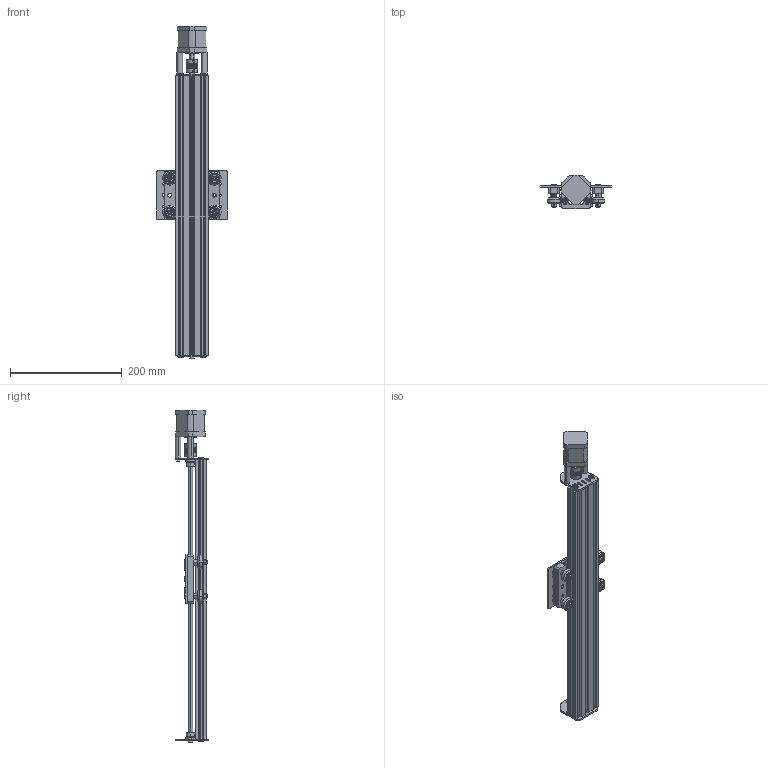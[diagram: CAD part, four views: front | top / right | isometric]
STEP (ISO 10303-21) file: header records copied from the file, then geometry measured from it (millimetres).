
FILE_DESCRIPTION (( 'STEP AP203' ), '1' );
FILE_NAME ('Nema 17 V Slot Lead Screw Driven Actuator.step', '2015-08-20T16:43:56', ( '' ), ( '' ), 'SwSTEP 2.0', 'SolidWorks 2014', '' );
FILE_SCHEMA (( 'CONFIG_CONTROL_DESIGN' ));
Length unit declared in the file: millimetre
Products named in the file (25): Flexible Coupling 5mm x 8mm; Nylon Insert Lock Nut M5; Precision Shim 10 x 5 x 1; 8mm leadscrew 520mm; V-Slot 20x60x500 Linear Rail; Eccentric Spacer 6mm; V-Slot Gantry Plate 20-80mm; Threaded Rod Plate Nema 17; Solid V Wheel_Eccentric; Spacer Block; Ball Bearing 8 x 16 x 5; Aluminum Spacer 6mm; Solid V Wheel; Shim Washer 8mm; Solid V Wheel_Straight; Self Tapping Screw; Lock Collar 8mm; 8mm Acme Nut Block; Socket Head Cap Screw M3_M3 x 45; Aluminum Spacer 1.5in; Nema 17 V Slot Lead Screw Driven Actuator; Low Profile Screw M5_M5 x 40; Nema 17 Stepper Motor; Low Profile Screw M5_M5 x 15; Ball Bearing 5 x 16 x 5
Assembly tree (56 placements, depth 3):
  Nema 17 V Slot Lead Screw Driven Actuator
    Self Tapping Screw  x4
    Socket Head Cap Screw M3_M3 x 45  x3
    Low Profile Screw M5_M5 x 40  x4
    Low Profile Screw M5_M5 x 15  x6
    Nylon Insert Lock Nut M5  x2
    V-Slot 20x60x500 Linear Rail
    Threaded Rod Plate Nema 17  x2
    Ball Bearing 8 x 16 x 5  x2
    Shim Washer 8mm  x2
    Lock Collar 8mm  x2
    Aluminum Spacer 1.5in  x3
    Nema 17 Stepper Motor
    Flexible Coupling 5mm x 8mm
    8mm leadscrew 520mm
    V-Slot Gantry Plate 20-80mm
    Spacer Block  x2
    Solid V Wheel_Eccentric  x2
      Solid V Wheel
      Ball Bearing 5 x 16 x 5
      Precision Shim 10 x 5 x 1
      Nylon Insert Lock Nut M5
      Eccentric Spacer 6mm
    Solid V Wheel_Straight  x2
      Solid V Wheel
      Ball Bearing 5 x 16 x 5
      Precision Shim 10 x 5 x 1
      Nylon Insert Lock Nut M5
      Aluminum Spacer 6mm
    8mm Acme Nut Block
Bounding box: 127 x 59.34 x 594.1 mm (x, y, z)
Volume: 451693.8 mm3; surface area: 336876.5 mm2
Topology: 66 solids, 66 shells, 1595 faces, 3843 edges, 2482 vertices
Faces by surface type: plane 669, cylinder 644, cone 238, torus 40, bspline 4
Entity records: 30463 total; most frequent: CARTESIAN_POINT 6348, DIRECTION 4403, ORIENTED_EDGE 4164, EDGE_CURVE 2082, AXIS2_PLACEMENT_3D 1611, VERTEX_POINT 1370, VECTOR 1181, LINE 1181
